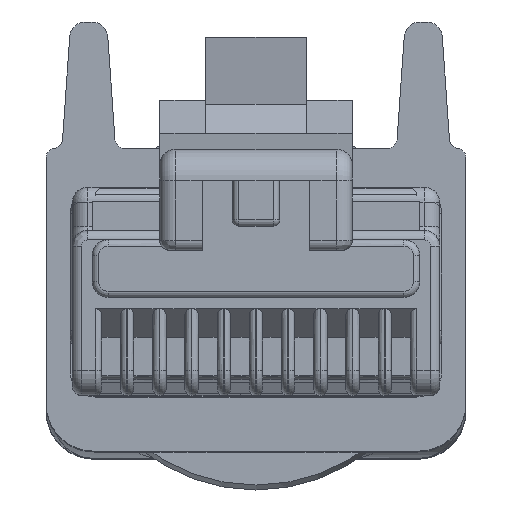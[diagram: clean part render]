
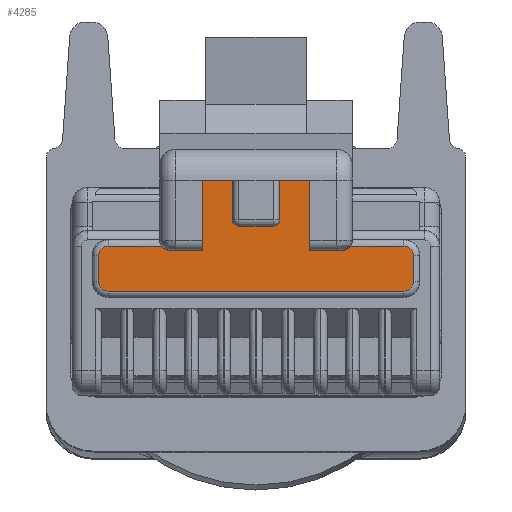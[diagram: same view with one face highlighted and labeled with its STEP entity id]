
A CAD part, top view. The second image highlights one B-rep face of the part: STEP entity #4285.
In plain terms, the highlighted planar face has unit normal (0, 0, 1).
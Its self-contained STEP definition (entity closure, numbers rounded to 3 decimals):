
#1746=CIRCLE('',#25762,0.3);
#1750=CIRCLE('',#25768,0.3);
#1754=CIRCLE('',#25774,0.3);
#1757=CIRCLE('',#25780,0.3);
#1762=CIRCLE('',#25790,0.2);
#1763=CIRCLE('',#25793,0.2);
#1764=CIRCLE('',#25796,0.3);
#1765=CIRCLE('',#25797,0.3);
#2956=FACE_OUTER_BOUND('',#6405,.T.);
#4285=ADVANCED_FACE('',(#2956),#5043,.F.);
#5043=PLANE('',#25798);
#6405=EDGE_LOOP('',(#12318,#12319,#12320,#12321,#12322,#12323,#12324,#12325,
#12326,#12327,#12328,#12329,#12330,#12331,#12332,#12333,#12334,#12335,#12336,
#12337,#12338,#12339));
#12318=ORIENTED_EDGE('',*,*,#18750,.F.);
#12319=ORIENTED_EDGE('',*,*,#18811,.T.);
#12320=ORIENTED_EDGE('',*,*,#18741,.T.);
#12321=ORIENTED_EDGE('',*,*,#18812,.T.);
#12322=ORIENTED_EDGE('',*,*,#18813,.F.);
#12323=ORIENTED_EDGE('',*,*,#18814,.T.);
#12324=ORIENTED_EDGE('',*,*,#18763,.F.);
#12325=ORIENTED_EDGE('',*,*,#18767,.T.);
#12326=ORIENTED_EDGE('',*,*,#18770,.F.);
#12327=ORIENTED_EDGE('',*,*,#18773,.T.);
#12328=ORIENTED_EDGE('',*,*,#18776,.F.);
#12329=ORIENTED_EDGE('',*,*,#18779,.T.);
#12330=ORIENTED_EDGE('',*,*,#18783,.F.);
#12331=ORIENTED_EDGE('',*,*,#18789,.T.);
#12332=ORIENTED_EDGE('',*,*,#18788,.T.);
#12333=ORIENTED_EDGE('',*,*,#18798,.T.);
#12334=ORIENTED_EDGE('',*,*,#18800,.F.);
#12335=ORIENTED_EDGE('',*,*,#18803,.T.);
#12336=ORIENTED_EDGE('',*,*,#18805,.T.);
#12337=ORIENTED_EDGE('',*,*,#18807,.T.);
#12338=ORIENTED_EDGE('',*,*,#18809,.T.);
#12339=ORIENTED_EDGE('',*,*,#18810,.T.);
#15510=VERTEX_POINT('',#40562);
#15514=VERTEX_POINT('',#40569);
#15519=VERTEX_POINT('',#40582);
#15522=VERTEX_POINT('',#40588);
#15530=VERTEX_POINT('',#40615);
#15531=VERTEX_POINT('',#40617);
#15533=VERTEX_POINT('',#40623);
#15535=VERTEX_POINT('',#40629);
#15537=VERTEX_POINT('',#40635);
#15539=VERTEX_POINT('',#40641);
#15541=VERTEX_POINT('',#40647);
#15544=VERTEX_POINT('',#40664);
#15546=VERTEX_POINT('',#40669);
#15549=VERTEX_POINT('',#40675);
#15554=VERTEX_POINT('',#40709);
#15555=VERTEX_POINT('',#40713);
#15556=VERTEX_POINT('',#40718);
#15557=VERTEX_POINT('',#40722);
#15558=VERTEX_POINT('',#40726);
#15559=VERTEX_POINT('',#40730);
#15560=VERTEX_POINT('',#40737);
#15561=VERTEX_POINT('',#40739);
#18741=EDGE_CURVE('',#15510,#15514,#21195,.T.);
#18750=EDGE_CURVE('',#15522,#15519,#21203,.T.);
#18763=EDGE_CURVE('',#15530,#15531,#21208,.T.);
#18767=EDGE_CURVE('',#15530,#15533,#1746,.T.);
#18770=EDGE_CURVE('',#15535,#15533,#21210,.T.);
#18773=EDGE_CURVE('',#15535,#15537,#1750,.T.);
#18776=EDGE_CURVE('',#15539,#15537,#21212,.T.);
#18779=EDGE_CURVE('',#15539,#15541,#1754,.T.);
#18783=EDGE_CURVE('',#15544,#15541,#21214,.T.);
#18788=EDGE_CURVE('',#15546,#15549,#21218,.T.);
#18789=EDGE_CURVE('',#15544,#15546,#1757,.T.);
#18798=EDGE_CURVE('',#15549,#15554,#21223,.T.);
#18800=EDGE_CURVE('',#15555,#15554,#21225,.T.);
#18803=EDGE_CURVE('',#15555,#15556,#21228,.T.);
#18805=EDGE_CURVE('',#15556,#15557,#1762,.T.);
#18807=EDGE_CURVE('',#15557,#15558,#21231,.T.);
#18809=EDGE_CURVE('',#15558,#15559,#1763,.T.);
#18810=EDGE_CURVE('',#15559,#15519,#21233,.T.);
#18811=EDGE_CURVE('',#15522,#15510,#21234,.T.);
#18812=EDGE_CURVE('',#15514,#15560,#1764,.T.);
#18813=EDGE_CURVE('',#15561,#15560,#21235,.T.);
#18814=EDGE_CURVE('',#15561,#15531,#1765,.T.);
#21195=LINE('',#40570,#23483);
#21203=LINE('',#40589,#23491);
#21208=LINE('',#40616,#23496);
#21210=LINE('',#40630,#23498);
#21212=LINE('',#40642,#23500);
#21214=LINE('',#40665,#23502);
#21218=LINE('',#40676,#23506);
#21223=LINE('',#40710,#23511);
#21225=LINE('',#40714,#23513);
#21228=LINE('',#40719,#23516);
#21231=LINE('',#40727,#23519);
#21233=LINE('',#40733,#23521);
#21234=LINE('',#40735,#23522);
#21235=LINE('',#40738,#23523);
#23483=VECTOR('',#31907,1.);
#23491=VECTOR('',#31921,1.);
#23496=VECTOR('',#31954,1.);
#23498=VECTOR('',#31970,1.);
#23500=VECTOR('',#31984,1.);
#23502=VECTOR('',#31998,1.);
#23506=VECTOR('',#32006,1.);
#23511=VECTOR('',#32027,1.);
#23513=VECTOR('',#32031,1.);
#23516=VECTOR('',#32036,1.);
#23519=VECTOR('',#32045,1.);
#23521=VECTOR('',#32053,1.);
#23522=VECTOR('',#32056,1.);
#23523=VECTOR('',#32059,1.);
#25762=AXIS2_PLACEMENT_3D('',#40624,#31963,#31964);
#25768=AXIS2_PLACEMENT_3D('',#40636,#31977,#31978);
#25774=AXIS2_PLACEMENT_3D('',#40648,#31991,#31992);
#25780=AXIS2_PLACEMENT_3D('',#40678,#32009,#32010);
#25790=AXIS2_PLACEMENT_3D('',#40723,#32040,#32041);
#25793=AXIS2_PLACEMENT_3D('',#40731,#32049,#32050);
#25796=AXIS2_PLACEMENT_3D('',#40736,#32057,#32058);
#25797=AXIS2_PLACEMENT_3D('',#40740,#32060,#32061);
#25798=AXIS2_PLACEMENT_3D('',#40741,#32062,#32063);
#31907=DIRECTION('',(-1.,0.,0.));
#31921=DIRECTION('',(1.,0.,0.));
#31954=DIRECTION('',(0.,1.,0.));
#31963=DIRECTION('',(0.,0.,1.));
#31964=DIRECTION('',(-1.,0.,0.));
#31970=DIRECTION('',(-1.,0.,0.));
#31977=DIRECTION('',(0.,0.,1.));
#31978=DIRECTION('',(0.,-1.,0.));
#31984=DIRECTION('',(0.,-1.,0.));
#31991=DIRECTION('',(0.,0.,1.));
#31992=DIRECTION('',(1.,0.,0.));
#31998=DIRECTION('',(1.,0.,0.));
#32006=DIRECTION('',(-1.,0.,0.));
#32009=DIRECTION('',(0.,0.,-1.));
#32010=DIRECTION('',(0.824,-0.567,0.));
#32027=DIRECTION('',(0.,1.,0.));
#32031=DIRECTION('',(1.,0.,0.));
#32036=DIRECTION('',(0.,-1.,0.));
#32040=DIRECTION('',(0.,0.,-1.));
#32041=DIRECTION('',(1.,0.,0.));
#32045=DIRECTION('',(-1.,0.,0.));
#32049=DIRECTION('',(0.,0.,-1.));
#32050=DIRECTION('',(0.,-1.,0.));
#32053=DIRECTION('',(0.,1.,0.));
#32056=DIRECTION('',(0.,-1.,0.));
#32057=DIRECTION('',(0.,0.,-1.));
#32058=DIRECTION('',(0.,-1.,0.));
#32059=DIRECTION('',(1.,0.,0.));
#32060=DIRECTION('',(0.,0.,1.));
#32061=DIRECTION('',(0.,1.,0.));
#32062=DIRECTION('',(0.,0.,-1.));
#32063=DIRECTION('',(1.,0.,0.));
#40562=CARTESIAN_POINT('',(-1.7,1.545,13.8));
#40569=CARTESIAN_POINT('',(-2.75,1.545,13.8));
#40570=CARTESIAN_POINT('',(-1.7,1.545,13.8));
#40582=CARTESIAN_POINT('',(-0.75,3.745,13.8));
#40588=CARTESIAN_POINT('',(-1.7,3.745,13.8));
#40589=CARTESIAN_POINT('',(-1.7,3.745,13.8));
#40615=CARTESIAN_POINT('',(-4.99,0.545,13.8));
#40616=CARTESIAN_POINT('',(-4.99,0.545,13.8));
#40617=CARTESIAN_POINT('',(-4.99,1.375,13.8));
#40623=CARTESIAN_POINT('',(-4.69,0.245,13.8));
#40624=CARTESIAN_POINT('',(-4.69,0.545,13.8));
#40629=CARTESIAN_POINT('',(4.69,0.245,13.8));
#40630=CARTESIAN_POINT('',(4.69,0.245,13.8));
#40635=CARTESIAN_POINT('',(4.99,0.545,13.8));
#40636=CARTESIAN_POINT('',(4.69,0.545,13.8));
#40641=CARTESIAN_POINT('',(4.99,1.375,13.8));
#40642=CARTESIAN_POINT('',(4.99,1.375,13.8));
#40647=CARTESIAN_POINT('',(4.69,1.675,13.8));
#40648=CARTESIAN_POINT('',(4.69,1.375,13.8));
#40664=CARTESIAN_POINT('',(2.997,1.675,13.8));
#40665=CARTESIAN_POINT('',(2.997,1.675,13.8));
#40669=CARTESIAN_POINT('',(2.75,1.545,13.8));
#40675=CARTESIAN_POINT('',(1.7,1.545,13.8));
#40676=CARTESIAN_POINT('',(2.75,1.545,13.8));
#40678=CARTESIAN_POINT('',(2.75,1.845,13.8));
#40709=CARTESIAN_POINT('',(1.7,3.745,13.8));
#40710=CARTESIAN_POINT('',(1.7,1.545,13.8));
#40713=CARTESIAN_POINT('',(0.75,3.745,13.8));
#40714=CARTESIAN_POINT('',(0.75,3.745,13.8));
#40718=CARTESIAN_POINT('',(0.75,2.505,13.8));
#40719=CARTESIAN_POINT('',(0.75,3.745,13.8));
#40722=CARTESIAN_POINT('',(0.55,2.305,13.8));
#40723=CARTESIAN_POINT('',(0.55,2.505,13.8));
#40726=CARTESIAN_POINT('',(-0.55,2.305,13.8));
#40727=CARTESIAN_POINT('',(0.55,2.305,13.8));
#40730=CARTESIAN_POINT('',(-0.75,2.505,13.8));
#40731=CARTESIAN_POINT('',(-0.55,2.505,13.8));
#40733=CARTESIAN_POINT('',(-0.75,2.505,13.8));
#40735=CARTESIAN_POINT('',(-1.7,3.745,13.8));
#40736=CARTESIAN_POINT('',(-2.75,1.845,13.8));
#40737=CARTESIAN_POINT('',(-2.997,1.675,13.8));
#40738=CARTESIAN_POINT('',(-4.69,1.675,13.8));
#40739=CARTESIAN_POINT('',(-4.69,1.675,13.8));
#40740=CARTESIAN_POINT('',(-4.69,1.375,13.8));
#40741=CARTESIAN_POINT('',(-4.69,1.375,13.8));
